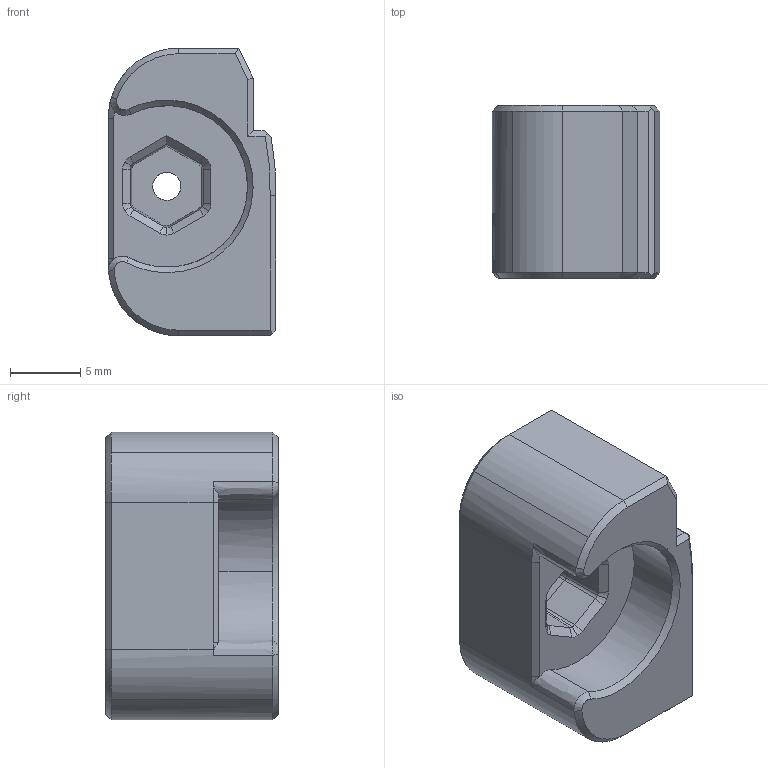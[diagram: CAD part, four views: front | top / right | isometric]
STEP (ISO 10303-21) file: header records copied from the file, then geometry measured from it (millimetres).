
FILE_DESCRIPTION (( 'STEP AP203' ), '1' );
FILE_NAME ('Galileo 2 Extruder idler_bearing_cover-ebbusb.STEP', '2024-09-12T01:54:46', ( 'Windows User' ), ( 'P R C' ), 'SwSTEP 2.0', 'SolidWorks 2024', '' );
FILE_SCHEMA (( 'CONFIG_CONTROL_DESIGN' ));
Length unit declared in the file: millimetre
Products named in the file (1): Galileo 2 Extruder idler_bearing_cover-ebbusb
Bounding box: 11.94 x 12.3 x 20.5 mm (x, y, z)
Volume: 2081.8 mm3; surface area: 1377.4 mm2
Topology: 1 solids, 1 shells, 105 faces, 246 edges, 145 vertices
Faces by surface type: plane 42, cone 22, cylinder 22, bspline 19
Entity records: 3592 total; most frequent: CARTESIAN_POINT 1263, ORIENTED_EDGE 492, DIRECTION 414, EDGE_CURVE 246, VERTEX_POINT 145, VECTOR 140, LINE 140, AXIS2_PLACEMENT_3D 137
